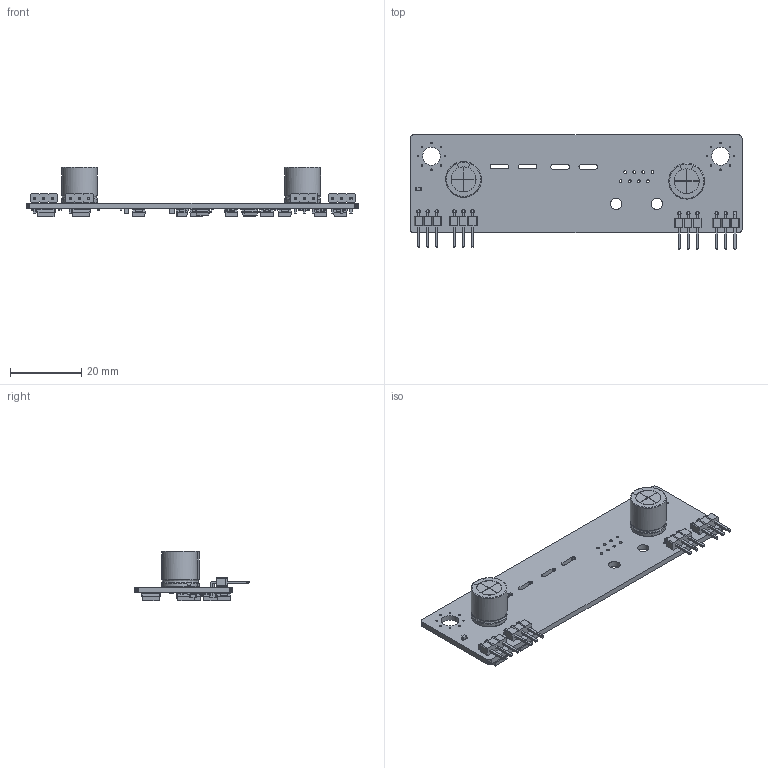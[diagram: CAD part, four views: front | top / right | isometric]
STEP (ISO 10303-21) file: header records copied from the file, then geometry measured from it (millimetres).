
FILE_DESCRIPTION(('KiCad electronic assembly'),'2;1');
FILE_NAME('pole-node.step','2023-05-09T21:59:35',('Pcbnew'),('Kicad'), 'Open CASCADE STEP processor 7.5','KiCad to STEP converter','Unknown' );
FILE_SCHEMA(('AUTOMOTIVE_DESIGN { 1 0 10303 214 1 1 1 1 }'));
Length unit declared in the file: millimetre
Products named in the file (22): pole-node 1; LED_0603_1608Metric; SOLID; PinHeader_1x03_P2.54mm_Horizontal; CP_Radial_D10.0mm_P5.00mm; C_0805_2012Metric; C_0603_1608Metric; C_0402_1005Metric; D_SMA; R_0603_1608Metric; SOIC-8_3.9x4.9mm_P1.27mm; D_SMB; _autosave-pole-node PCB
Assembly tree (49 placements, depth 3):
  pole-node 1
    LED_0603_1608Metric
      SOLID
    PinHeader_1x03_P2.54mm_Horizontal  x4
      SOLID
    CP_Radial_D10.0mm_P5.00mm  x2
      SOLID
    C_0805_2012Metric  x2
      SOLID
    C_0603_1608Metric  x2
      SOLID
    C_0402_1005Metric  x6
      SOLID
    D_SMA  x2
      SOLID
    R_0603_1608Metric  x7
      SOLID
    SOIC-8_3.9x4.9mm_P1.27mm  x2
      SOLID
    D_SMB  x10
      SOLID
    _autosave-pole-node PCB
Bounding box: 93 x 32.04 x 13.9 mm (x, y, z)
Volume: 6152.1 mm3; surface area: 8589.8 mm2
Topology: 39 solids, 41 shells, 1946 faces, 5043 edges, 3244 vertices
Faces by surface type: plane 1358, cylinder 382, bspline 194, revolution 8, torus 4
Full cylindrical faces by diameter (mm): 0.4 x16, 0.6 x2, 0.7 x4, 0.76 x8, 1 x16, 3.2 x2, 5 x2
Entity records: 53670 total; most frequent: CARTESIAN_POINT 10828, DIRECTION 7124, LINE 4917, VECTOR 4917, ORIENTED_EDGE 3862, PCURVE 3862, DEFINITIONAL_REPRESENTATION 3862, EDGE_CURVE 1931
